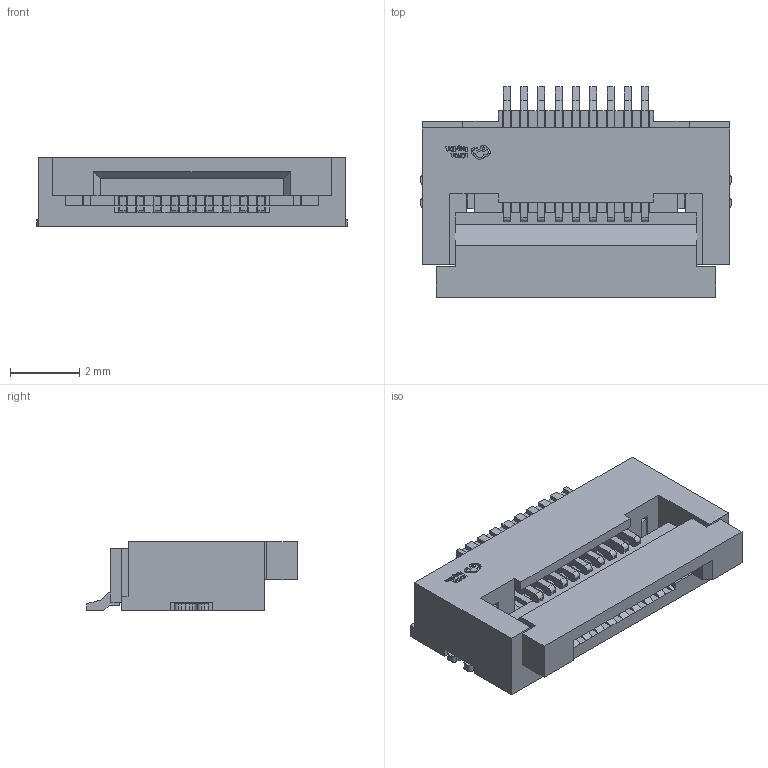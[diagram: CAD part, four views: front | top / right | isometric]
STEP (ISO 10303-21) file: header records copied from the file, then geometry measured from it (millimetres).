
FILE_DESCRIPTION (( 'STEP AP214' ), '1' );
FILE_NAME ('FPC-SMD_AFC01-S09FCC-00.step', '2022-07-06T12:33:45', ( '' ), ( '' ), 'SwSTEP 2.0', 'SolidWorks 2020', '' );
FILE_SCHEMA (( 'AUTOMOTIVE_DESIGN' ));
Length unit declared in the file: millimetre
Products named in the file (1): FPC-SMD_AFC01-S09FCC-00
Bounding box: 9 x 6.1 x 2.01 mm (x, y, z)
Volume: 61.2 mm3; surface area: 370.6 mm2
Topology: 13 solids, 13 shells, 876 faces, 2474 edges, 1630 vertices
Faces by surface type: plane 664, bspline 146, cylinder 66
Entity records: 38868 total; most frequent: CARTESIAN_POINT 8591, ORIENTED_EDGE 4948, DIRECTION 3772, EDGE_CURVE 2474, VECTOR 2046, LINE 2046, VERTEX_POINT 1630, EDGE_LOOP 904
